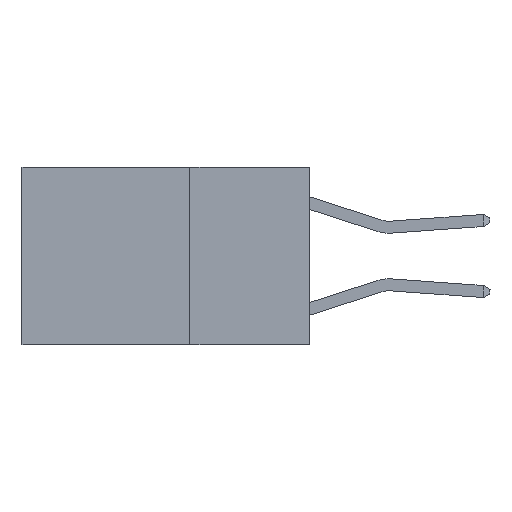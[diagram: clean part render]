
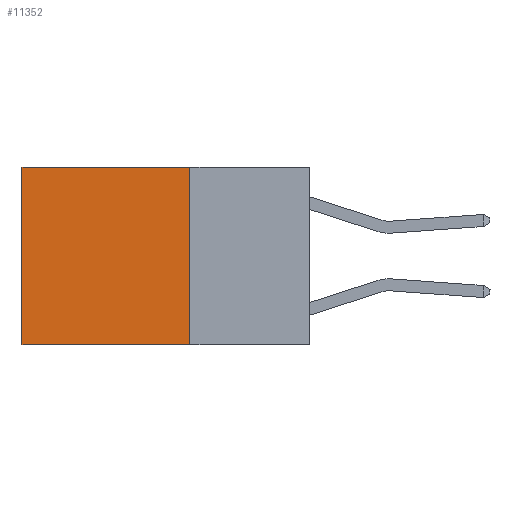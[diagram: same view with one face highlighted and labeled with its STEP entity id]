
A CAD part, left-side view. The second image highlights one B-rep face of the part: STEP entity #11352.
In plain terms, the highlighted planar face has unit normal (-1, 0, 0).
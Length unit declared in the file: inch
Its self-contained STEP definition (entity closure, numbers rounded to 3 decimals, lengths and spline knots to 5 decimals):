
#555 = CARTESIAN_POINT ( 'NONE',  ( 0.2625, 0.25, 0. ) ) ;
#569 = CARTESIAN_POINT ( 'NONE',  ( 0.2625, 0.25, 0. ) ) ;
#1013 = LINE ( 'NONE', #569, #8983 ) ;
#1710 = ORIENTED_EDGE ( 'NONE', *, *, #7588, .F. ) ;
#1927 = ORIENTED_EDGE ( 'NONE', *, *, #20556, .T. ) ;
#2759 = VERTEX_POINT ( 'NONE', #27077 ) ;
#2964 = DIRECTION ( 'NONE',  ( 0., 1., 0. ) ) ;
#3981 = CARTESIAN_POINT ( 'NONE',  ( 0.2625, 0.25, 0. ) ) ;
#7588 = EDGE_CURVE ( 'NONE', #28825, #29336, #20494, .T. ) ;
#7683 = VERTEX_POINT ( 'NONE', #19133 ) ;
#7876 = CARTESIAN_POINT ( 'NONE',  ( 0.2625, 0.25, -0.37 ) ) ;
#8007 = ORIENTED_EDGE ( 'NONE', *, *, #20178, .T. ) ;
#8209 = CARTESIAN_POINT ( 'NONE',  ( 0.2625, 0.25, 0. ) ) ;
#8983 = VECTOR ( 'NONE', #12742, 39.37008 ) ;
#9761 = VECTOR ( 'NONE', #20020, 39.37008 ) ;
#9872 = EDGE_CURVE ( 'NONE', #29336, #7683, #21092, .T. ) ;
#11352 = ADVANCED_FACE ( 'NONE', ( #28014 ), #27320, .F. ) ;
#12119 = AXIS2_PLACEMENT_3D ( 'NONE', #3981, #23228, #28147 ) ;
#12245 = VECTOR ( 'NONE', #13061, 39.37008 ) ;
#12402 = LINE ( 'NONE', #20123, #9761 ) ;
#12442 = ORIENTED_EDGE ( 'NONE', *, *, #9872, .F. ) ;
#12449 = CARTESIAN_POINT ( 'NONE',  ( 0.2625, 0.25, -0.37 ) ) ;
#12742 = DIRECTION ( 'NONE',  ( 0., 1., 0. ) ) ;
#13061 = DIRECTION ( 'NONE',  ( 0., 0., -1. ) ) ;
#19133 = CARTESIAN_POINT ( 'NONE',  ( 0.2625, 0.6, -0.37 ) ) ;
#20020 = DIRECTION ( 'NONE',  ( 0., 0., -1. ) ) ;
#20123 = CARTESIAN_POINT ( 'NONE',  ( 0.2625, 0.6, 0. ) ) ;
#20178 = EDGE_CURVE ( 'NONE', #2759, #7683, #12402, .T. ) ;
#20494 = LINE ( 'NONE', #8209, #12245 ) ;
#20556 = EDGE_CURVE ( 'NONE', #28825, #2759, #1013, .T. ) ;
#21092 = LINE ( 'NONE', #7876, #24111 ) ;
#23228 = DIRECTION ( 'NONE',  ( 1., 0., 0. ) ) ;
#24111 = VECTOR ( 'NONE', #2964, 39.37008 ) ;
#27077 = CARTESIAN_POINT ( 'NONE',  ( 0.2625, 0.6, 0. ) ) ;
#27320 = PLANE ( 'NONE',  #12119 ) ;
#28014 = FACE_OUTER_BOUND ( 'NONE', #29777, .T. ) ;
#28147 = DIRECTION ( 'NONE',  ( 0., 0., -1. ) ) ;
#28825 = VERTEX_POINT ( 'NONE', #555 ) ;
#29336 = VERTEX_POINT ( 'NONE', #12449 ) ;
#29777 = EDGE_LOOP ( 'NONE', ( #8007, #12442, #1710, #1927 ) ) ;
